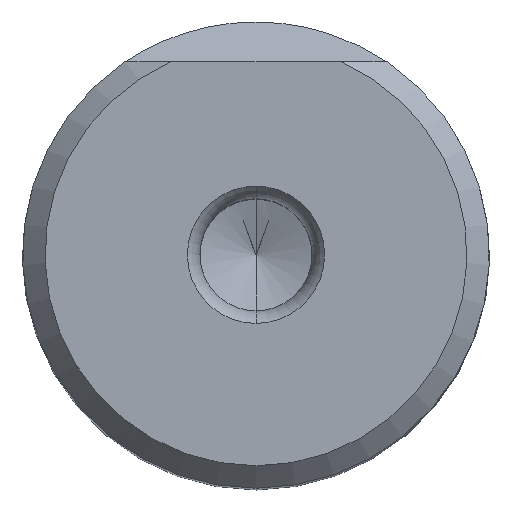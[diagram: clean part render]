
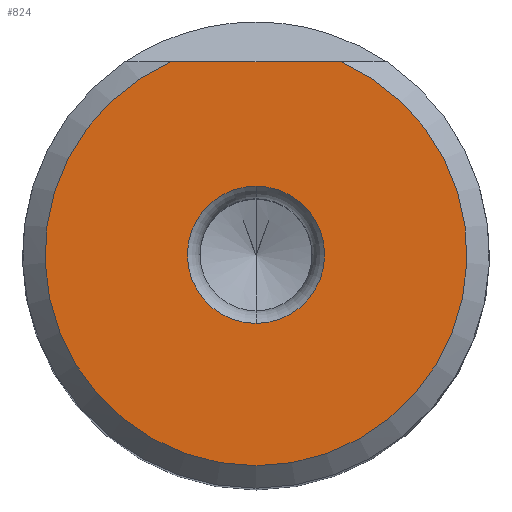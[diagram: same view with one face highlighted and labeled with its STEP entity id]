
A CAD part, top view. The second image highlights one B-rep face of the part: STEP entity #824.
In plain terms, the highlighted face is planar.
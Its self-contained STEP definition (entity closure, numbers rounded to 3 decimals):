
#183=CARTESIAN_POINT('',(0.,0.,0.));
#184=DIRECTION('',(0.,0.,-1.));
#185=DIRECTION('',(0.,1.,0.));
#186=AXIS2_PLACEMENT_3D('',#183,#184,#185);
#191=CARTESIAN_POINT('',(0.,0.,0.));
#192=DIRECTION('',(0.,0.,-1.));
#193=DIRECTION('',(0.,-1.,0.));
#194=AXIS2_PLACEMENT_3D('',#191,#192,#193);
#199=DIRECTION('',(-1.,0.,0.));
#200=VECTOR('',#199,9.138);
#201=CARTESIAN_POINT('',(4.569,10.335,0.));
#202=LINE('',#201,#200);
#282=CARTESIAN_POINT('',(0.,0.,0.));
#283=DIRECTION('',(0.,0.,-1.));
#284=DIRECTION('',(0.404,0.915,0.));
#285=AXIS2_PLACEMENT_3D('',#282,#283,#284);
#302=CARTESIAN_POINT('',(-4.569,10.335,0.));
#307=CARTESIAN_POINT('',(4.569,10.335,0.));
#759=VERTEX_POINT('',#302);
#768=VERTEX_POINT('',#307);
#803=CARTESIAN_POINT('',(0.,3.677,0.));
#804=CARTESIAN_POINT('',(0.,-3.677,0.));
#805=VERTEX_POINT('',#803);
#806=VERTEX_POINT('',#804);
#807=CARTESIAN_POINT('',(0.,0.,0.));
#808=DIRECTION('',(0.,0.,-1.));
#809=DIRECTION('',(0.,-1.,0.));
#810=AXIS2_PLACEMENT_3D('',#807,#808,#809);
#811=PLANE('',#810);
#813=ORIENTED_EDGE('',*,*,#812,.F.);
#815=ORIENTED_EDGE('',*,*,#814,.T.);
#816=EDGE_LOOP('',(#813,#815));
#817=FACE_OUTER_BOUND('',#816,.F.);
#819=ORIENTED_EDGE('',*,*,#818,.T.);
#821=ORIENTED_EDGE('',*,*,#820,.T.);
#822=EDGE_LOOP('',(#819,#821));
#823=FACE_BOUND('',#822,.F.);
#187=CIRCLE('',#186,3.677);
#195=CIRCLE('',#194,3.677);
#286=CIRCLE('',#285,11.3);
#812=EDGE_CURVE('',#768,#759,#286,.T.);
#814=EDGE_CURVE('',#768,#759,#202,.T.);
#818=EDGE_CURVE('',#805,#806,#187,.T.);
#820=EDGE_CURVE('',#806,#805,#195,.T.);
#824=ADVANCED_FACE('',(#817,#823),#811,.T.);
